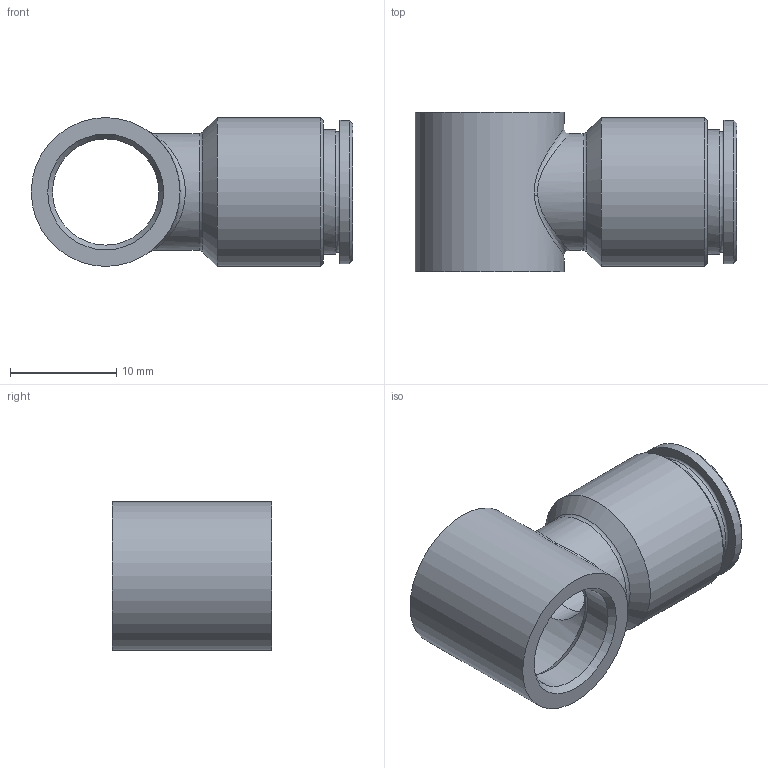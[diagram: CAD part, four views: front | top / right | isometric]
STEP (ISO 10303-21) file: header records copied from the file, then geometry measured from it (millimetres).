
FILE_DESCRIPTION( ( 'STEP AP214' ), '1' );
FILE_NAME( 'psolqas_13524_50.stp', '2020-12-01T17:18:30', ( 'License CC BY-ND 4.0' ), ( 'CADENAS' ), ' ', 'PARTsolutions', ' ' );
FILE_SCHEMA( ( 'AUTOMOTIVE_DESIGN { 1 0 10303 214 1 1 1 1 }' ) );
Length unit declared in the file: metre
Products named in the file (1): NONE
Bounding box: 30.25 x 15 x 14 mm (x, y, z)
Volume: 2397.5 mm3; surface area: 2523.2 mm2
Topology: 1 solids, 1 shells, 28 faces, 62 edges, 39 vertices
Faces by surface type: cylinder 10, cone 9, plane 5, bspline 2, torus 2
Full cylindrical faces by diameter (mm): 6.5 x1, 8.15 x1, 10 x2, 10.9 x1, 11 x1, 11.7 x1, 13.5 x1, 14 x2
Entity records: 1284 total; most frequent: CARTESIAN_POINT 547, DIRECTION 108, ORIENTED_EDGE 70, EDGE_LOOP 56, AXIS2_PLACEMENT_3D 54, FACE_OUTER_BOUND 40, EDGE_CURVE 35, VERTEX_POINT 33
